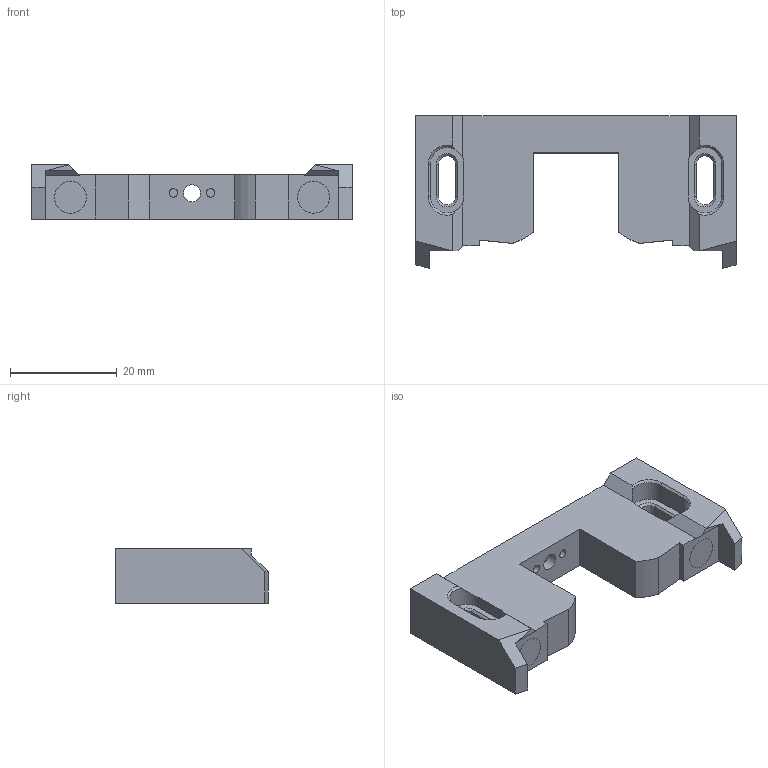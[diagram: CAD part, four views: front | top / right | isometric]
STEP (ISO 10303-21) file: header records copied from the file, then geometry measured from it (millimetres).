
FILE_DESCRIPTION(/* description */ (''),/* implementation_level */ '2;1');
FILE_NAME(/* name */ 'Magnet Back (5).step',/* time_stamp */ '2025-04-25T21:50:47+03:00',/* author */ (''),/* organization */ (''),/* preprocessor_version */ 'ST-DEVELOPER v20.1',/* originating_system */ 'Autodesk Translation Framework v14.4.0.0',/* authorisation */ '');
FILE_SCHEMA (('AUTOMOTIVE_DESIGN { 1 0 10303 214 3 1 1 }'));
Length unit declared in the file: millimetre
Products named in the file (2): Back (5); Магнит 6x3
Assembly tree (2 placements, depth 2):
  Back (5)
    Магнит 6x3  x2
Bounding box: 60 x 28.61 x 10.2 mm (x, y, z)
Volume: 9384.2 mm3; surface area: 5226.5 mm2
Topology: 3 solids, 3 shells, 109 faces, 276 edges, 178 vertices
Faces by surface type: plane 70, cylinder 24, bspline 8, cone 7
Full cylindrical faces by diameter (mm): 1.6 x2, 3.2 x1, 4.7 x1, 6 x4
Entity records: 3627 total; most frequent: CARTESIAN_POINT 1056, ORIENTED_EDGE 546, DIRECTION 484, EDGE_CURVE 273, VERTEX_POINT 176, AXIS2_PLACEMENT_3D 167, LINE 150, VECTOR 150
